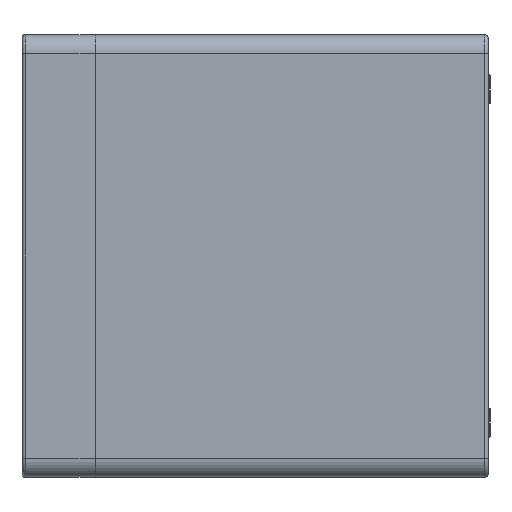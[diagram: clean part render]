
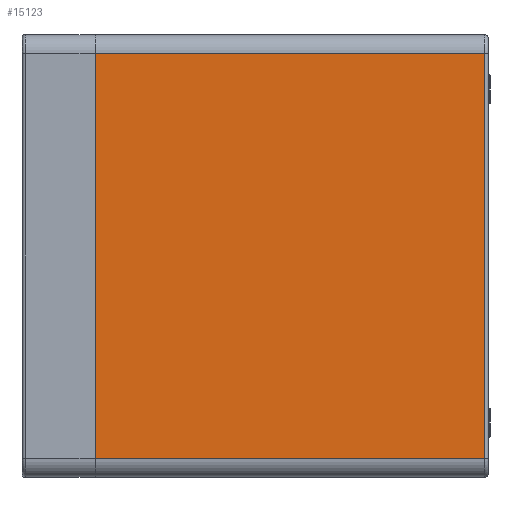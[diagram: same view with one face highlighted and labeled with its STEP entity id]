
A CAD part, left-side view. The second image highlights one B-rep face of the part: STEP entity #15123.
In plain terms, the highlighted planar face has unit normal (-1, 0, 0).
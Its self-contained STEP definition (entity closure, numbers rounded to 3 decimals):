
#401 = EDGE_CURVE ( 'NONE', #665, #27723, #25872, .T. ) ;
#665 = VERTEX_POINT ( 'NONE', #6579 ) ;
#912 = PLANE ( 'NONE',  #31743 ) ;
#1928 = LINE ( 'NONE', #26256, #33432 ) ;
#3533 = CARTESIAN_POINT ( 'NONE',  ( -200., -204., -115. ) ) ;
#6182 = DIRECTION ( 'NONE',  ( 0., 0., 1. ) ) ;
#6579 = CARTESIAN_POINT ( 'NONE',  ( -200., 0., -105. ) ) ;
#6606 = CARTESIAN_POINT ( 'NONE',  ( -200., -202., 105. ) ) ;
#11864 = VECTOR ( 'NONE', #23680, 1000. ) ;
#12670 = LINE ( 'NONE', #29039, #11864 ) ;
#15034 = EDGE_CURVE ( 'NONE', #17672, #15900, #12670, .T. ) ;
#15123 = ADVANCED_FACE ( 'NONE', ( #31057 ), #912, .T. ) ;
#15900 = VERTEX_POINT ( 'NONE', #6606 ) ;
#15947 = VECTOR ( 'NONE', #19573, 1000. ) ;
#16758 = LINE ( 'NONE', #16923, #15947 ) ;
#16923 = CARTESIAN_POINT ( 'NONE',  ( -200., -204., -105. ) ) ;
#16954 = ORIENTED_EDGE ( 'NONE', *, *, #20692, .T. ) ;
#17672 = VERTEX_POINT ( 'NONE', #18028 ) ;
#18028 = CARTESIAN_POINT ( 'NONE',  ( -200., -202., -105. ) ) ;
#18790 = ORIENTED_EDGE ( 'NONE', *, *, #15034, .T. ) ;
#19573 = DIRECTION ( 'NONE',  ( 0., -1., 0. ) ) ;
#20692 = EDGE_CURVE ( 'NONE', #665, #17672, #16758, .T. ) ;
#21126 = DIRECTION ( 'NONE',  ( 0., 1., 0. ) ) ;
#21251 = CARTESIAN_POINT ( 'NONE',  ( -200., 0., -115. ) ) ;
#22582 = CARTESIAN_POINT ( 'NONE',  ( -200., 0., 105. ) ) ;
#23680 = DIRECTION ( 'NONE',  ( 0., 0., 1. ) ) ;
#23744 = DIRECTION ( 'NONE',  ( 0., 0., 1. ) ) ;
#25057 = VECTOR ( 'NONE', #23744, 1000. ) ;
#25594 = EDGE_LOOP ( 'NONE', ( #16954, #18790, #27267, #29755 ) ) ;
#25872 = LINE ( 'NONE', #21251, #25057 ) ;
#26256 = CARTESIAN_POINT ( 'NONE',  ( -200., -204., 105. ) ) ;
#27267 = ORIENTED_EDGE ( 'NONE', *, *, #31192, .T. ) ;
#27723 = VERTEX_POINT ( 'NONE', #22582 ) ;
#29039 = CARTESIAN_POINT ( 'NONE',  ( -200., -202., 105. ) ) ;
#29755 = ORIENTED_EDGE ( 'NONE', *, *, #401, .F. ) ;
#31057 = FACE_OUTER_BOUND ( 'NONE', #25594, .T. ) ;
#31192 = EDGE_CURVE ( 'NONE', #15900, #27723, #1928, .T. ) ;
#31743 = AXIS2_PLACEMENT_3D ( 'NONE', #3533, #32262, #6182 ) ;
#32262 = DIRECTION ( 'NONE',  ( -1., 0., 0. ) ) ;
#33432 = VECTOR ( 'NONE', #21126, 1000. ) ;
